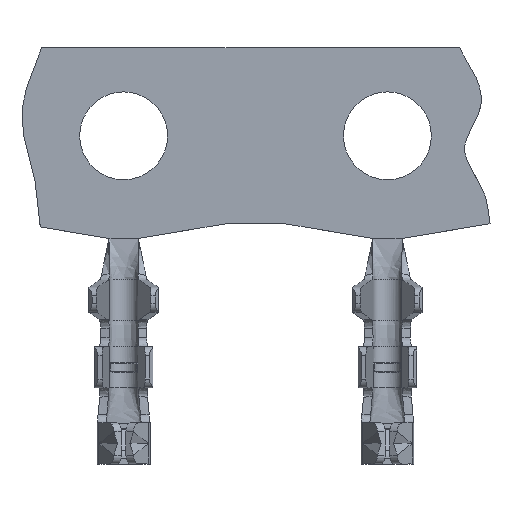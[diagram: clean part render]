
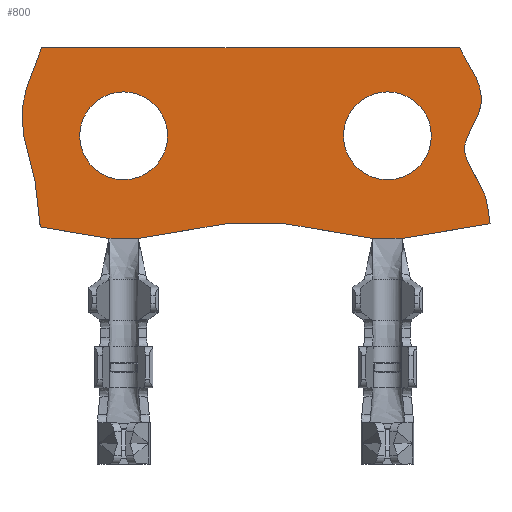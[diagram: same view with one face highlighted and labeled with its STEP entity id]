
A CAD part, top view. The second image highlights one B-rep face of the part: STEP entity #800.
In plain terms, the highlighted planar face has unit normal (0, 0, 1).
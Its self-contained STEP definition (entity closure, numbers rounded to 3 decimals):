
#800 = ADVANCED_FACE( '', ( #1620, #1621, #1622 ), #1623, .T. );
#1620 = FACE_OUTER_BOUND( '', #3887, .T. );
#1621 = FACE_BOUND( '', #3888, .T. );
#1622 = FACE_BOUND( '', #3889, .T. );
#1623 = PLANE( '', #3890 );
#3887 = EDGE_LOOP( '', ( #6578, #6579, #6580, #6581, #6582, #6583, #6584, #6585, #6586, #6587 ) );
#3888 = EDGE_LOOP( '', ( #6588 ) );
#3889 = EDGE_LOOP( '', ( #6589 ) );
#3890 = AXIS2_PLACEMENT_3D( '', #6590, #6591, #6592 );
#6578 = ORIENTED_EDGE( '', *, *, #7213, .F. );
#6579 = ORIENTED_EDGE( '', *, *, #7577, .T. );
#6580 = ORIENTED_EDGE( '', *, *, #7796, .T. );
#6581 = ORIENTED_EDGE( '', *, *, #7487, .F. );
#6582 = ORIENTED_EDGE( '', *, *, #7604, .F. );
#6583 = ORIENTED_EDGE( '', *, *, #7786, .F. );
#6584 = ORIENTED_EDGE( '', *, *, #7770, .T. );
#6585 = ORIENTED_EDGE( '', *, *, #7122, .T. );
#6586 = ORIENTED_EDGE( '', *, *, #7380, .T. );
#6587 = ORIENTED_EDGE( '', *, *, #7801, .T. );
#6588 = ORIENTED_EDGE( '', *, *, #7402, .T. );
#6589 = ORIENTED_EDGE( '', *, *, #7010, .F. );
#6590 = CARTESIAN_POINT( '', ( -4.5, 0.8, 0.15 ) );
#6591 = DIRECTION( '', ( 0., 0., 1. ) );
#6592 = DIRECTION( '', ( 1., 0., 0. ) );
#7010 = EDGE_CURVE( '', #8195, #8195, #8196, .T. );
#7122 = EDGE_CURVE( '', #8381, #8379, #8382, .T. );
#7213 = EDGE_CURVE( '', #8526, #8528, #8529, .T. );
#7380 = EDGE_CURVE( '', #8379, #7906, #8783, .T. );
#7402 = EDGE_CURVE( '', #8815, #8815, #8816, .T. );
#7487 = EDGE_CURVE( '', #8521, #8934, #8935, .T. );
#7577 = EDGE_CURVE( '', #8526, #9057, #9058, .T. );
#7604 = EDGE_CURVE( '', #8386, #8521, #9093, .T. );
#7770 = EDGE_CURVE( '', #9288, #8381, #9289, .T. );
#7786 = EDGE_CURVE( '', #9288, #8386, #9306, .T. );
#7796 = EDGE_CURVE( '', #9057, #8934, #9318, .T. );
#7801 = EDGE_CURVE( '', #7906, #8528, #9323, .T. );
#7906 = VERTEX_POINT( '', #9494 );
#8195 = VERTEX_POINT( '', #10080 );
#8196 = CIRCLE( '', #10081, 0.75 );
#8379 = VERTEX_POINT( '', #10514 );
#8381 = VERTEX_POINT( '', #10517 );
#8382 = LINE( '', #10518, #10519 );
#8386 = VERTEX_POINT( '', #10524 );
#8521 = VERTEX_POINT( '', #10848 );
#8526 = VERTEX_POINT( '', #10857 );
#8528 = VERTEX_POINT( '', #10860 );
#8529 = B_SPLINE_CURVE_WITH_KNOTS( '', 3, ( #10861, #10862, #10863, #10864, #10865, #10866, #10867 ), .UNSPECIFIED., .F., .F., ( 4, 1, 1, 1, 4 ), ( 0., 0.34, 0.569, 0.827, 1. ), .UNSPECIFIED. );
#8783 = LINE( '', #11389, #11390 );
#8815 = VERTEX_POINT( '', #11463 );
#8816 = CIRCLE( '', #11464, 0.75 );
#8934 = VERTEX_POINT( '', #11825 );
#8935 = LINE( '', #11826, #11827 );
#9057 = VERTEX_POINT( '', #12204 );
#9058 = LINE( '', #12205, #12206 );
#9093 = LINE( '', #12421, #12422 );
#9288 = VERTEX_POINT( '', #13100 );
#9289 = LINE( '', #13101, #13102 );
#9306 = LINE( '', #13135, #13136 );
#9318 = B_SPLINE_CURVE_WITH_KNOTS( '', 3, ( #13160, #13161, #13162, #13163, #13164, #13165 ), .UNSPECIFIED., .F., .F., ( 4, 1, 1, 4 ), ( 0., 0.399, 0.787, 1. ), .UNSPECIFIED. );
#9323 = LINE( '', #13171, #13172 );
#9494 = CARTESIAN_POINT( '', ( 2.5, 0.55, 0.15 ) );
#10080 = CARTESIAN_POINT( '', ( 3., 2.3, 0.15 ) );
#10081 = AXIS2_PLACEMENT_3D( '', #13457, #13458, #13459 );
#10514 = CARTESIAN_POINT( '', ( 2., 0.55, 0.15 ) );
#10517 = CARTESIAN_POINT( '', ( 0.5, 0.8, 0.15 ) );
#10518 = CARTESIAN_POINT( '', ( 0.5, 0.8, 0.15 ) );
#10519 = VECTOR( '', #13569, 1000. );
#10524 = CARTESIAN_POINT( '', ( -2., 0.55, 0.15 ) );
#10848 = CARTESIAN_POINT( '', ( -2.5, 0.55, 0.15 ) );
#10857 = CARTESIAN_POINT( '', ( 3.48, 3.8, 0.15 ) );
#10860 = CARTESIAN_POINT( '', ( 4., 0.8, 0.15 ) );
#10861 = CARTESIAN_POINT( '', ( 3.48, 3.8, 0.15 ) );
#10862 = CARTESIAN_POINT( '', ( 3.686, 3.46, 0.15 ) );
#10863 = CARTESIAN_POINT( '', ( 4.074, 2.883, 0.15 ) );
#10864 = CARTESIAN_POINT( '', ( 3.352, 2.065, 0.15 ) );
#10865 = CARTESIAN_POINT( '', ( 3.947, 1.426, 0.15 ) );
#10866 = CARTESIAN_POINT( '', ( 3.969, 0.999, 0.15 ) );
#10867 = CARTESIAN_POINT( '', ( 4., 0.8, 0.15 ) );
#11389 = CARTESIAN_POINT( '', ( 2., 0.55, 0.15 ) );
#11390 = VECTOR( '', #13785, 1000. );
#11463 = CARTESIAN_POINT( '', ( -1.5, 2.3, 0.15 ) );
#11464 = AXIS2_PLACEMENT_3D( '', #13801, #13802, #13803 );
#11825 = CARTESIAN_POINT( '', ( -3.673, 0.745, 0.15 ) );
#11826 = CARTESIAN_POINT( '', ( -2.5, 0.55, 0.15 ) );
#11827 = VECTOR( '', #13856, 1000. );
#12204 = CARTESIAN_POINT( '', ( -3.649, 3.8, 0.15 ) );
#12205 = CARTESIAN_POINT( '', ( 4.5, 3.8, 0.15 ) );
#12206 = VECTOR( '', #13924, 1000. );
#12421 = CARTESIAN_POINT( '', ( -2., 0.55, 0.15 ) );
#12422 = VECTOR( '', #13934, 1000. );
#13100 = CARTESIAN_POINT( '', ( -0.5, 0.8, 0.15 ) );
#13101 = CARTESIAN_POINT( '', ( -4.5, 0.8, 0.15 ) );
#13102 = VECTOR( '', #14032, 1000. );
#13135 = CARTESIAN_POINT( '', ( -0.5, 0.8, 0.15 ) );
#13136 = VECTOR( '', #14040, 1000. );
#13160 = CARTESIAN_POINT( '', ( -3.649, 3.8, 0.15 ) );
#13161 = CARTESIAN_POINT( '', ( -3.824, 3.377, 0.15 ) );
#13162 = CARTESIAN_POINT( '', ( -4.152, 2.63, 0.15 ) );
#13163 = CARTESIAN_POINT( '', ( -3.714, 1.571, 0.15 ) );
#13164 = CARTESIAN_POINT( '', ( -3.692, 0.989, 0.15 ) );
#13165 = CARTESIAN_POINT( '', ( -3.673, 0.745, 0.15 ) );
#13171 = CARTESIAN_POINT( '', ( 2.5, 0.55, 0.15 ) );
#13172 = VECTOR( '', #14046, 1000. );
#13457 = CARTESIAN_POINT( '', ( 2.25, 2.3, 0.15 ) );
#13458 = DIRECTION( '', ( 0., 0., 1. ) );
#13459 = DIRECTION( '', ( 1., 0., 0. ) );
#13569 = DIRECTION( '', ( 0.986, -0.164, 0. ) );
#13785 = DIRECTION( '', ( 1., 0., 0. ) );
#13801 = CARTESIAN_POINT( '', ( -2.25, 2.3, 0.15 ) );
#13802 = DIRECTION( '', ( 0., 0., -1. ) );
#13803 = DIRECTION( '', ( 1., 0., 0. ) );
#13856 = DIRECTION( '', ( -0.986, 0.164, 0. ) );
#13924 = DIRECTION( '', ( -1., 0., 0. ) );
#13934 = DIRECTION( '', ( -1., 0., 0. ) );
#14032 = DIRECTION( '', ( 1., 0., 0. ) );
#14040 = DIRECTION( '', ( -0.986, -0.164, 0. ) );
#14046 = DIRECTION( '', ( 0.986, 0.164, 0. ) );
